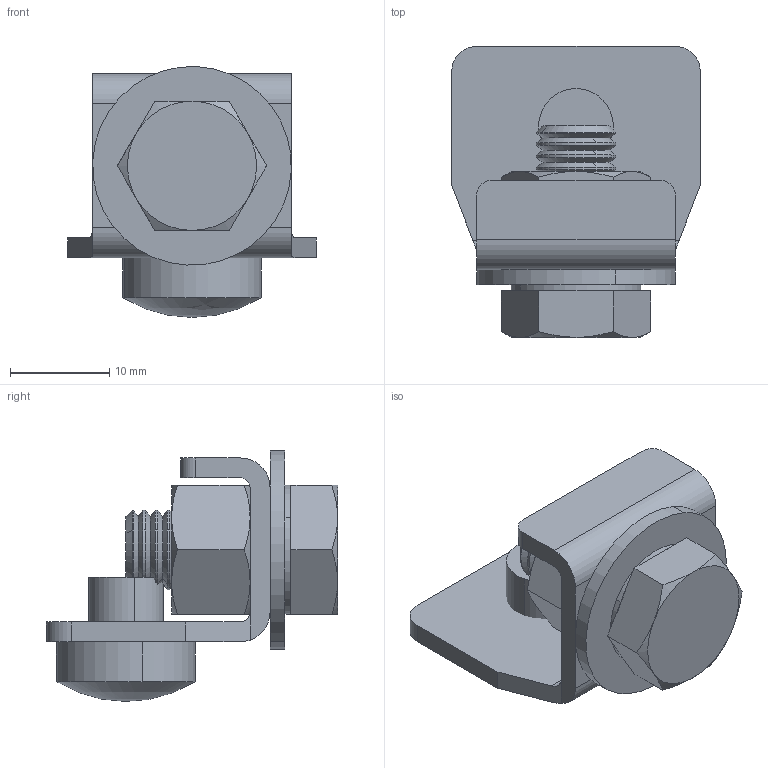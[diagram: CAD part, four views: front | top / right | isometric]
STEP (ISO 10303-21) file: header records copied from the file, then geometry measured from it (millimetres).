
FILE_DESCRIPTION (( 'STEP AP203' ), '1' );
FILE_NAME ('1.21.X04.STEP', '2019-05-28T05:57:41', ( '' ), ( '' ), 'SwSTEP 2.0', 'SolidWorks 2018', '' );
FILE_SCHEMA (( 'CONFIG_CONTROL_DESIGN' ));
Length unit declared in the file: millimetre
Products named in the file (1): 1.21.X04
Bounding box: 25 x 29.3 x 25.23 mm (x, y, z)
Volume: 5487.7 mm3; surface area: 5303.6 mm2
Topology: 5 solids, 5 shells, 208 faces, 489 edges, 292 vertices
Faces by surface type: cone 100, cylinder 64, plane 41, torus 2, sphere 1
Entity records: 6135 total; most frequent: CARTESIAN_POINT 1201, DIRECTION 1108, ORIENTED_EDGE 972, EDGE_CURVE 486, AXIS2_PLACEMENT_3D 453, VERTEX_POINT 290, CIRCLE 244, EDGE_LOOP 218
